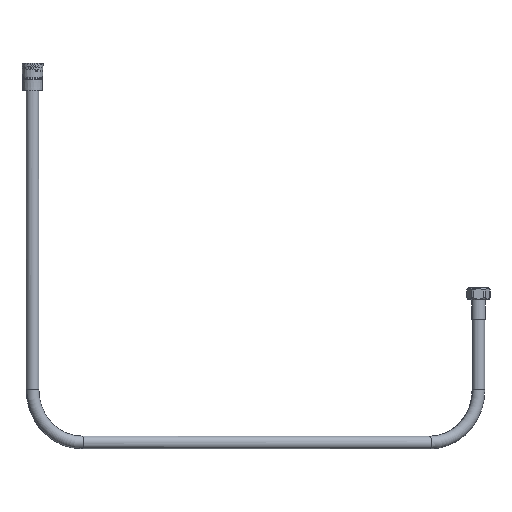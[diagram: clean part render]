
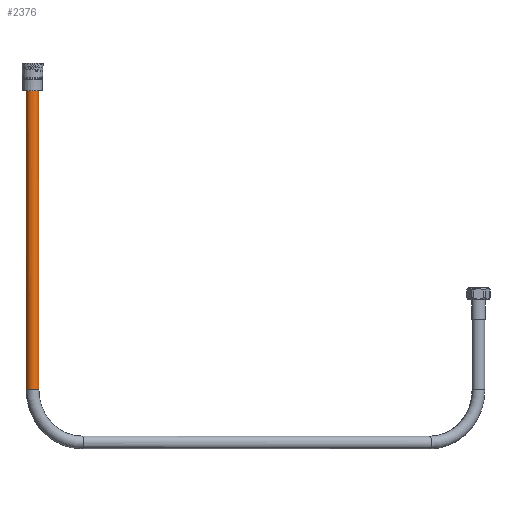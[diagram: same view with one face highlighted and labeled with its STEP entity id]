
A CAD part, top view. The second image highlights one B-rep face of the part: STEP entity #2376.
In plain terms, the highlighted cylindrical face has radius 6.858 mm (diameter 13.716 mm), a partial arc.
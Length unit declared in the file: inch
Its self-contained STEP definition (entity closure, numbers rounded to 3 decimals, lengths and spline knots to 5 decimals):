
#2=CARTESIAN_POINT('',(0.,-11.295,0.));
#3=DIRECTION('',(0.,-1.,0.));
#4=DIRECTION('',(1.,0.,0.));
#5=AXIS2_PLACEMENT_3D('',#2,#3,#4);
#121=DIRECTION('',(0.,-1.,0.));
#122=VECTOR('',#121,12.75);
#123=CARTESIAN_POINT('',(0.27,-11.295,0.));
#124=LINE('',#123,#122);
#125=CARTESIAN_POINT('',(0.,-24.045,0.));
#126=DIRECTION('',(0.,1.,0.));
#127=DIRECTION('',(0.372,0.,0.928));
#128=AXIS2_PLACEMENT_3D('',#125,#126,#127);
#130=CARTESIAN_POINT('',(0.,-24.045,0.));
#131=DIRECTION('',(0.,1.,0.));
#132=DIRECTION('',(-0.928,0.,0.372));
#133=AXIS2_PLACEMENT_3D('',#130,#131,#132);
#135=CARTESIAN_POINT('',(0.,-24.045,0.));
#136=DIRECTION('',(0.,1.,0.));
#137=DIRECTION('',(-1.,0.,0.));
#138=AXIS2_PLACEMENT_3D('',#135,#136,#137);
#140=DIRECTION('',(0.,-1.,0.));
#141=VECTOR('',#140,12.75);
#142=CARTESIAN_POINT('',(-0.27,-11.295,0.));
#143=LINE('',#142,#141);
#1977=CARTESIAN_POINT('',(0.27,-11.295,0.));
#1978=CARTESIAN_POINT('',(-0.27,-11.295,0.));
#1979=VERTEX_POINT('',#1977);
#1980=VERTEX_POINT('',#1978);
#2156=CARTESIAN_POINT('',(0.27,-24.045,0.));
#2157=VERTEX_POINT('',#2156);
#2158=CARTESIAN_POINT('',(-0.27,-24.045,0.));
#2159=VERTEX_POINT('',#2158);
#2168=CARTESIAN_POINT('',(-0.25066,-24.045,0.10035));
#2169=VERTEX_POINT('',#2168);
#2170=CARTESIAN_POINT('',(0.10035,-24.045,0.25066));
#2171=VERTEX_POINT('',#2170);
#2358=CARTESIAN_POINT('',(0.,-11.295,0.));
#2359=DIRECTION('',(0.,-1.,0.));
#2360=DIRECTION('',(1.,0.,0.));
#2361=AXIS2_PLACEMENT_3D('',#2358,#2359,#2360);
#2362=CYLINDRICAL_SURFACE('',#2361,0.27);
#2364=ORIENTED_EDGE('',*,*,#2363,.T.);
#2366=ORIENTED_EDGE('',*,*,#2365,.F.);
#2368=ORIENTED_EDGE('',*,*,#2367,.F.);
#2370=ORIENTED_EDGE('',*,*,#2369,.F.);
#2372=ORIENTED_EDGE('',*,*,#2371,.F.);
#2373=ORIENTED_EDGE('',*,*,#2246,.F.);
#2374=EDGE_LOOP('',(#2364,#2366,#2368,#2370,#2372,#2373));
#2375=FACE_OUTER_BOUND('',#2374,.F.);
#2376=ADVANCED_FACE('',(#2375),#2362,.T.);
#6=CIRCLE('',#5,0.27);
#129=CIRCLE('',#128,0.27);
#134=CIRCLE('',#133,0.27);
#139=CIRCLE('',#138,0.27);
#2246=EDGE_CURVE('',#1979,#1980,#6,.T.);
#2363=EDGE_CURVE('',#1979,#2157,#124,.T.);
#2365=EDGE_CURVE('',#2171,#2157,#129,.T.);
#2367=EDGE_CURVE('',#2169,#2171,#134,.T.);
#2369=EDGE_CURVE('',#2159,#2169,#139,.T.);
#2371=EDGE_CURVE('',#1980,#2159,#143,.T.);
